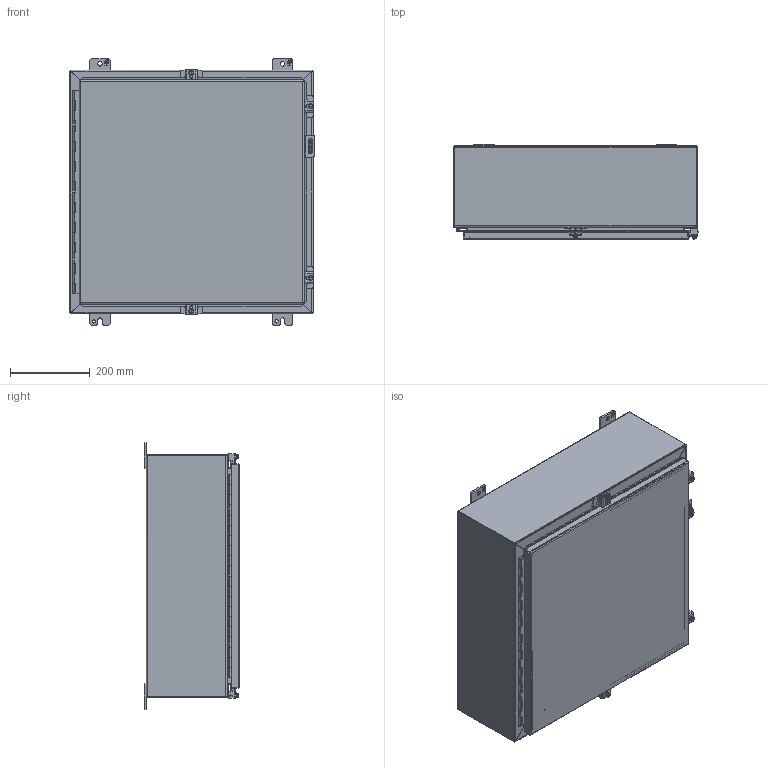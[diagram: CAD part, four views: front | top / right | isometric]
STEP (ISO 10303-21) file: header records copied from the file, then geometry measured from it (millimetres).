
FILE_DESCRIPTION (( 'STEP AP203' ), '1' );
FILE_NAME ('1418N4ALJ8_Default.step', '2019-10-31T20:50:27', ( 'ADC123' ), ( 'Microsoft' ), 'SwSTEP 2.0', 'SolidWorks 2019', '' );
FILE_SCHEMA (( 'CONFIG_CONTROL_DESIGN' ));
Length unit declared in the file: inch
Products named in the file (1): 1418N4ALJ8_Default
Bounding box: 612.8 x 239.71 x 666.75 mm (x, y, z)
Volume: 4163528.8 mm3; surface area: 3782877.6 mm2
Topology: 40 solids, 41 shells, 1568 faces, 4140 edges, 2696 vertices
Faces by surface type: plane 927, cylinder 531, bspline 74, cone 36
Entity records: 51453 total; most frequent: CARTESIAN_POINT 12103, ORIENTED_EDGE 8272, DIRECTION 8016, EDGE_CURVE 4136, VECTOR 2910, LINE 2910, VERTEX_POINT 2696, AXIS2_PLACEMENT_3D 2553
